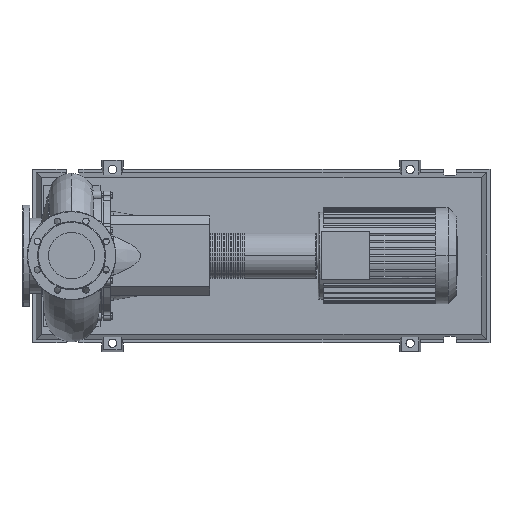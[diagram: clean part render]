
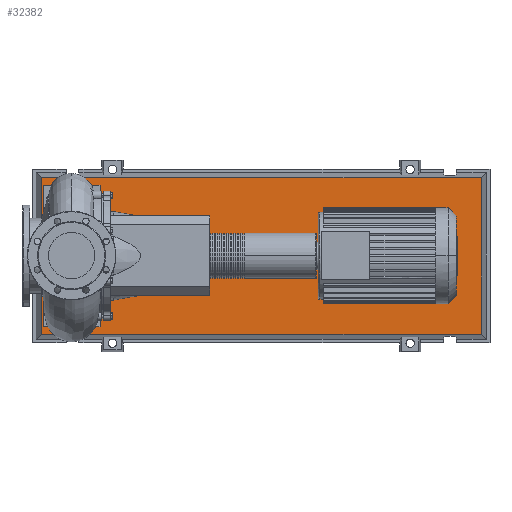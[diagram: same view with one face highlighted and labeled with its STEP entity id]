
A CAD part, top view. The second image highlights one B-rep face of the part: STEP entity #32382.
In plain terms, the highlighted planar face has unit normal (0, 0, 1).
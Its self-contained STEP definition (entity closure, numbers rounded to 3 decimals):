
#32063=CARTESIAN_POINT('',(1155.471,-220.471,103.0));
#32064=VERTEX_POINT('',#32063);
#32071=CARTESIAN_POINT('',(-85.471,-220.471,103.0));
#32072=VERTEX_POINT('',#32071);
#32073=CARTESIAN_POINT('',(1155.471,-220.471,103.0));
#32074=DIRECTION('',(-1.0,0.0,0.0));
#32075=VECTOR('',#32074,1240.941);
#32076=LINE('',#32073,#32075);
#32077=EDGE_CURVE('',#32064,#32072,#32076,.T.);
#32295=CARTESIAN_POINT('',(1155.471,220.471,103.0));
#32296=VERTEX_POINT('',#32295);
#32297=CARTESIAN_POINT('',(1155.471,220.471,103.0));
#32298=DIRECTION('',(0.0,-1.0,0.0));
#32299=VECTOR('',#32298,440.941);
#32300=LINE('',#32297,#32299);
#32301=EDGE_CURVE('',#32296,#32064,#32300,.T.);
#32319=CARTESIAN_POINT('',(-85.471,220.471,103.0));
#32320=VERTEX_POINT('',#32319);
#32321=CARTESIAN_POINT('',(-85.471,-220.471,103.0));
#32322=DIRECTION('',(0.0,1.0,0.0));
#32323=VECTOR('',#32322,440.941);
#32324=LINE('',#32321,#32323);
#32325=EDGE_CURVE('',#32072,#32320,#32324,.T.);
#32358=CARTESIAN_POINT('',(-85.471,220.471,103.0));
#32359=DIRECTION('',(1.0,0.0,0.0));
#32360=VECTOR('',#32359,1240.941);
#32361=LINE('',#32358,#32360);
#32362=EDGE_CURVE('',#32320,#32296,#32361,.T.);
#32371=CARTESIAN_POINT('',(535.,0.,103.0));
#32372=DIRECTION('',(0.0,0.0,1.0));
#32373=DIRECTION('',(1.0,0.0,0.0));
#32374=AXIS2_PLACEMENT_3D('',#32371,#32372,#32373);
#32375=PLANE('',#32374);
#32376=ORIENTED_EDGE('',*,*,#32301,.F.);
#32377=ORIENTED_EDGE('',*,*,#32362,.F.);
#32378=ORIENTED_EDGE('',*,*,#32325,.F.);
#32379=ORIENTED_EDGE('',*,*,#32077,.F.);
#32380=EDGE_LOOP('',(#32376,#32377,#32378,#32379));
#32381=FACE_OUTER_BOUND('',#32380,.T.);
#32382=ADVANCED_FACE('',(#32381),#32375,.T.);
